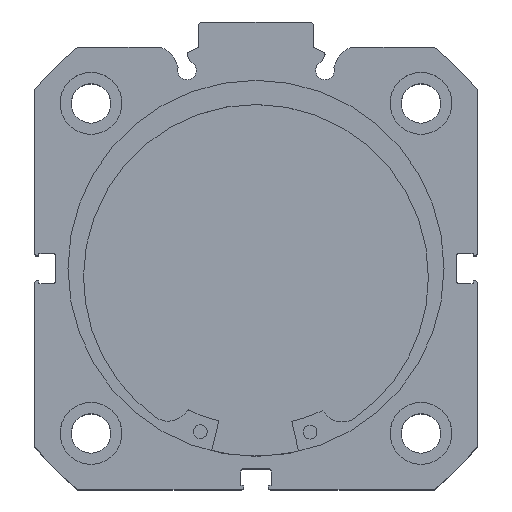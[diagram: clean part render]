
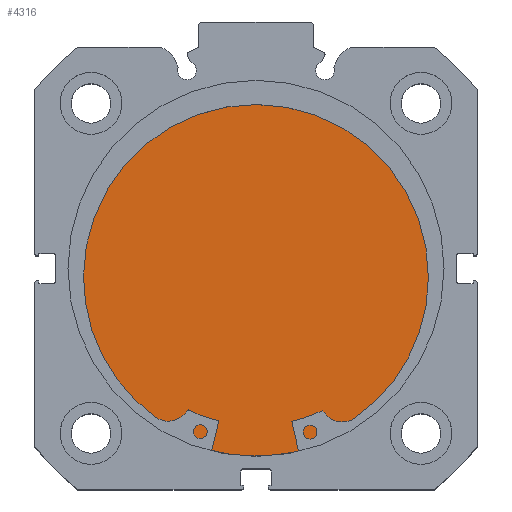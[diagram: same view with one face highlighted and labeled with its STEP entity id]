
A CAD part, top view. The second image highlights one B-rep face of the part: STEP entity #4316.
In plain terms, the highlighted face is planar.
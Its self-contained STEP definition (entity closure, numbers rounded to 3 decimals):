
#426 = VERTEX_POINT ( 'NONE', #1204 ) ;
#633 = CARTESIAN_POINT ( 'NONE',  ( 12., 0., -41. ) ) ;
#1204 = CARTESIAN_POINT ( 'NONE',  ( 12., 0., 41. ) ) ;
#1303 = VERTEX_POINT ( 'NONE', #633 ) ;
#3641 = DIRECTION ( 'NONE',  ( -1., 0., 0. ) ) ;
#3715 = CARTESIAN_POINT ( 'NONE',  ( 12., 0., 0. ) ) ;
#3835 = DIRECTION ( 'NONE',  ( -1., 0., 0. ) ) ;
#3846 = CARTESIAN_POINT ( 'NONE',  ( 12., 0., 0. ) ) ;
#3859 = DIRECTION ( 'NONE',  ( 0., 0., 1. ) ) ;
#3865 = DIRECTION ( 'NONE',  ( 0., 0., 1. ) ) ;
#3961 = AXIS2_PLACEMENT_3D ( 'NONE', #5126, #5132, #5142 ) ;
#3982 = AXIS2_PLACEMENT_3D ( 'NONE', #3715, #3835, #3865 ) ;
#4011 = AXIS2_PLACEMENT_3D ( 'NONE', #3846, #3641, #3859 ) ;
#4316 = ADVANCED_FACE ( 'NONE', ( #5923 ), #5112, .F. ) ;
#4685 = ORIENTED_EDGE ( 'NONE', *, *, #6269, .F. ) ;
#4784 = EDGE_LOOP ( 'NONE', ( #4901, #4685 ) ) ;
#4901 = ORIENTED_EDGE ( 'NONE', *, *, #6263, .F. ) ;
#5112 = PLANE ( 'NONE',  #3961 ) ;
#5126 = CARTESIAN_POINT ( 'NONE',  ( 12., 41., 0. ) ) ;
#5132 = DIRECTION ( 'NONE',  ( -1., 0., 0. ) ) ;
#5142 = DIRECTION ( 'NONE',  ( 0., 0., 1. ) ) ;
#5923 = FACE_OUTER_BOUND ( 'NONE', #4784, .T. ) ;
#6093 = CIRCLE ( 'NONE', #3982, 41. ) ;
#6100 = CIRCLE ( 'NONE', #4011, 41. ) ;
#6263 = EDGE_CURVE ( 'NONE', #426, #1303, #6093, .T. ) ;
#6269 = EDGE_CURVE ( 'NONE', #1303, #426, #6100, .T. ) ;
